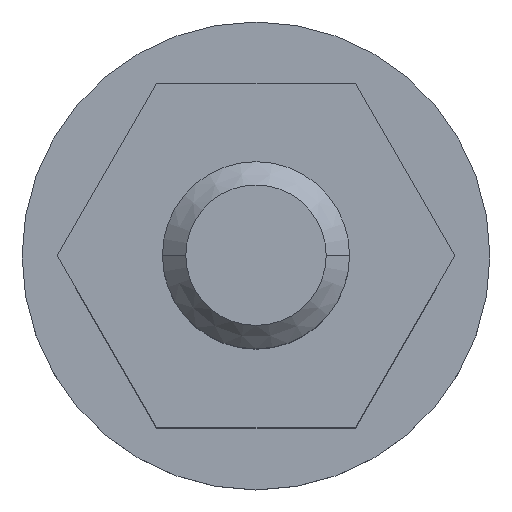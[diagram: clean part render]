
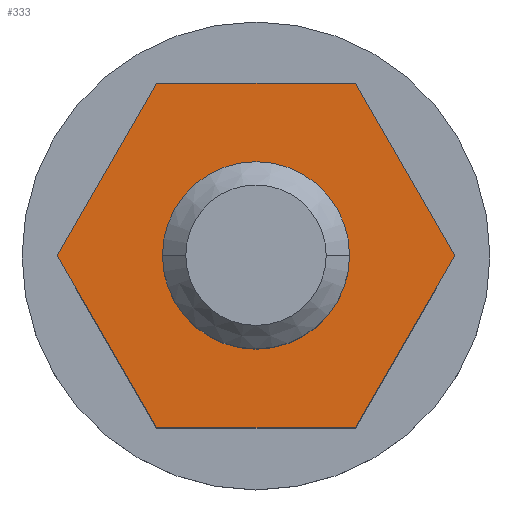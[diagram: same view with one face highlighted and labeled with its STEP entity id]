
A CAD part, top view. The second image highlights one B-rep face of the part: STEP entity #333.
In plain terms, the highlighted planar face has unit normal (0, 0, 1).
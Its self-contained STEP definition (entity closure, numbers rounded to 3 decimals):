
#24 = CARTESIAN_POINT ( 'NONE',  ( -4., 0., 10. ) ) ;
#26 = DIRECTION ( 'NONE',  ( 0., 0., -1. ) ) ;
#36 = CIRCLE ( 'NONE', #747, 4. ) ;
#40 = VERTEX_POINT ( 'NONE', #24 ) ;
#41 = CARTESIAN_POINT ( 'NONE',  ( 0., 7.361, 10. ) ) ;
#48 = VECTOR ( 'NONE', #423, 1000. ) ;
#95 = AXIS2_PLACEMENT_3D ( 'NONE', #660, #154, #163 ) ;
#96 = FACE_BOUND ( 'NONE', #448, .T. ) ;
#102 = DIRECTION ( 'NONE',  ( -1., 0., 0. ) ) ;
#104 = EDGE_CURVE ( 'NONE', #250, #40, #36, .T. ) ;
#108 = EDGE_CURVE ( 'NONE', #758, #698, #746, .T. ) ;
#111 = LINE ( 'NONE', #129, #362 ) ;
#129 = CARTESIAN_POINT ( 'NONE',  ( -6.375, 3.681, 10. ) ) ;
#135 = ORIENTED_EDGE ( 'NONE', *, *, #486, .F. ) ;
#154 = DIRECTION ( 'NONE',  ( 0., 0., 1. ) ) ;
#163 = DIRECTION ( 'NONE',  ( 1., 0., 0. ) ) ;
#168 = VECTOR ( 'NONE', #102, 1000. ) ;
#174 = DIRECTION ( 'NONE',  ( -0.5, 0.866, 0. ) ) ;
#175 = CARTESIAN_POINT ( 'NONE',  ( -4.25, 7.361, 10. ) ) ;
#176 = CIRCLE ( 'NONE', #815, 4. ) ;
#182 = EDGE_CURVE ( 'NONE', #680, #758, #653, .T. ) ;
#195 = EDGE_CURVE ( 'NONE', #698, #854, #111, .T. ) ;
#205 = CARTESIAN_POINT ( 'NONE',  ( 8.5, 0., 10. ) ) ;
#208 = VECTOR ( 'NONE', #174, 1000. ) ;
#224 = PLANE ( 'NONE',  #95 ) ;
#241 = VECTOR ( 'NONE', #252, 1000. ) ;
#250 = VERTEX_POINT ( 'NONE', #919 ) ;
#251 = DIRECTION ( 'NONE',  ( -0.5, -0.866, 0. ) ) ;
#252 = DIRECTION ( 'NONE',  ( 1., 0., 0. ) ) ;
#278 = VECTOR ( 'NONE', #251, 1000. ) ;
#282 = ORIENTED_EDGE ( 'NONE', *, *, #104, .T. ) ;
#294 = ORIENTED_EDGE ( 'NONE', *, *, #304, .F. ) ;
#295 = ORIENTED_EDGE ( 'NONE', *, *, #763, .T. ) ;
#304 = EDGE_CURVE ( 'NONE', #563, #718, #889, .T. ) ;
#331 = FACE_OUTER_BOUND ( 'NONE', #454, .T. ) ;
#333 = ADVANCED_FACE ( 'NONE', ( #331, #96 ), #224, .T. ) ;
#358 = DIRECTION ( 'NONE',  ( 0., 0., -1. ) ) ;
#362 = VECTOR ( 'NONE', #913, 1000. ) ;
#363 = DIRECTION ( 'NONE',  ( 1., 0., 0. ) ) ;
#394 = ORIENTED_EDGE ( 'NONE', *, *, #182, .F. ) ;
#414 = CARTESIAN_POINT ( 'NONE',  ( 6.375, 3.681, 10. ) ) ;
#423 = DIRECTION ( 'NONE',  ( 0.5, -0.866, 0. ) ) ;
#428 = LINE ( 'NONE', #41, #241 ) ;
#431 = CARTESIAN_POINT ( 'NONE',  ( 4.25, -7.361, 10. ) ) ;
#441 = CARTESIAN_POINT ( 'NONE',  ( 0., 0., 10. ) ) ;
#448 = EDGE_LOOP ( 'NONE', ( #282, #295 ) ) ;
#454 = EDGE_LOOP ( 'NONE', ( #900, #394, #135, #294, #589, #475 ) ) ;
#475 = ORIENTED_EDGE ( 'NONE', *, *, #195, .F. ) ;
#486 = EDGE_CURVE ( 'NONE', #718, #680, #621, .T. ) ;
#521 = DIRECTION ( 'NONE',  ( 1., 0., 0. ) ) ;
#538 = CARTESIAN_POINT ( 'NONE',  ( 0., -7.361, 10. ) ) ;
#563 = VERTEX_POINT ( 'NONE', #628 ) ;
#589 = ORIENTED_EDGE ( 'NONE', *, *, #866, .F. ) ;
#617 = CARTESIAN_POINT ( 'NONE',  ( 6.375, -3.681, 10. ) ) ;
#621 = LINE ( 'NONE', #617, #278 ) ;
#628 = CARTESIAN_POINT ( 'NONE',  ( 4.25, 7.361, 10. ) ) ;
#653 = LINE ( 'NONE', #538, #168 ) ;
#660 = CARTESIAN_POINT ( 'NONE',  ( 0., 0., 10. ) ) ;
#676 = CARTESIAN_POINT ( 'NONE',  ( -6.375, -3.681, 10. ) ) ;
#680 = VERTEX_POINT ( 'NONE', #431 ) ;
#698 = VERTEX_POINT ( 'NONE', #725 ) ;
#718 = VERTEX_POINT ( 'NONE', #205 ) ;
#725 = CARTESIAN_POINT ( 'NONE',  ( -8.5, 0., 10. ) ) ;
#746 = LINE ( 'NONE', #676, #208 ) ;
#747 = AXIS2_PLACEMENT_3D ( 'NONE', #811, #26, #521 ) ;
#758 = VERTEX_POINT ( 'NONE', #867 ) ;
#763 = EDGE_CURVE ( 'NONE', #40, #250, #176, .T. ) ;
#811 = CARTESIAN_POINT ( 'NONE',  ( 0., 0., 10. ) ) ;
#815 = AXIS2_PLACEMENT_3D ( 'NONE', #441, #358, #363 ) ;
#854 = VERTEX_POINT ( 'NONE', #175 ) ;
#866 = EDGE_CURVE ( 'NONE', #854, #563, #428, .T. ) ;
#867 = CARTESIAN_POINT ( 'NONE',  ( -4.25, -7.361, 10. ) ) ;
#889 = LINE ( 'NONE', #414, #48 ) ;
#900 = ORIENTED_EDGE ( 'NONE', *, *, #108, .F. ) ;
#913 = DIRECTION ( 'NONE',  ( 0.5, 0.866, 0. ) ) ;
#919 = CARTESIAN_POINT ( 'NONE',  ( 4., 0., 10. ) ) ;
